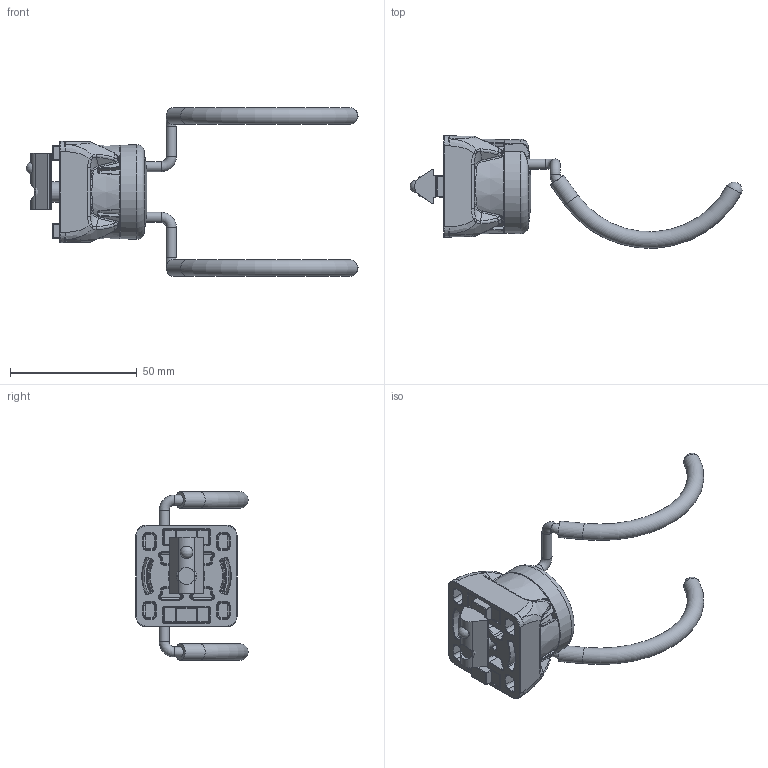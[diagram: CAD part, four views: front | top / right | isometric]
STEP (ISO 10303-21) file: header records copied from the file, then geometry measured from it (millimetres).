
FILE_DESCRIPTION(/* description */ ('KriTec Haken 8 R30 Raster 40, grau ähnlich RAL 7042'),/* implementation_level */ '2;1');
FILE_NAME(/* name */ '22007_KriTec_Haken_8_R30_Raster_40_grau_aehnlich_RAL_7042_2.stp',/* time_stamp */ '2021-01-13T10:32:16+01:00',/* author */ ('Nell'),/* organization */ (''),/* preprocessor_version */ 'ST-DEVELOPER v17',/* originating_system */ 'Autodesk Inventor 2018',/* authorisation */ '');
FILE_SCHEMA (('AUTOMOTIVE_DESIGN { 1 0 10303 214 3 1 1 }'));
Length unit declared in the file: millimetre
Products named in the file (9): 22007; 22007_4; 22007_3; 22007_1; 22007_7; 22007_2; 22007_6; 22007_5; 11008
Assembly tree (9 placements, depth 2):
  22007
    22007_4
    22007_3
    22007_1
    22007_7  x2
    22007_2
    22007_6
    22007_5
    11008
Bounding box: 131.16 x 44.35 x 66.5 mm (x, y, z)
Volume: 45753.4 mm3; surface area: 27063.2 mm2
Topology: 9 solids, 9 shells, 2253 faces, 5251 edges, 2945 vertices
Faces by surface type: bspline 894, cylinder 600, plane 368, torus 159, sphere 136, cone 96
Full cylindrical faces by diameter (mm): 4 x8, 6.5 x2, 6.647 x1, 8 x1, 13 x1
Entity records: 103728 total; most frequent: CARTESIAN_POINT 59285, ORIENTED_EDGE 9854, DIRECTION 8864, EDGE_CURVE 4927, AXIS2_PLACEMENT_3D 3859, VERTEX_POINT 2817, EDGE_LOOP 2162, FACE_OUTER_BOUND 2139
